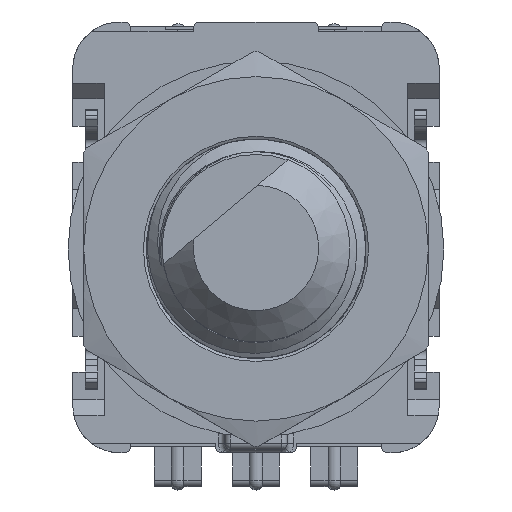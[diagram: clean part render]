
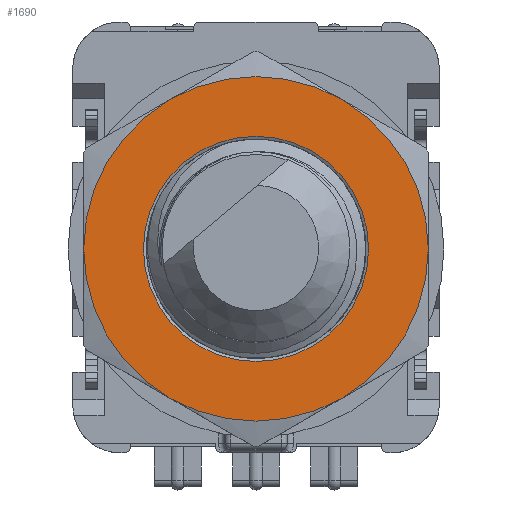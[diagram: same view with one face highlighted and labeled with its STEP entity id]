
A CAD part, top view. The second image highlights one B-rep face of the part: STEP entity #1690.
In plain terms, the highlighted planar face has unit normal (0, 0, 1).
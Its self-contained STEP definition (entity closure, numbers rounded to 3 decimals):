
#1690=ADVANCED_FACE('',(#13616,#13618),#13620,.T.);
#13616=FACE_BOUND('',#13617,.T.);
#13617=EDGE_LOOP('',(#18911,#18912,#18913,#18914,#18915,#18916));
#13618=FACE_BOUND('',#13619,.T.);
#13619=EDGE_LOOP('',(#18917));
#13620=PLANE('',#13621);
#13621=AXIS2_PLACEMENT_3D('',#13622,#13623,#13624);
#13622=CARTESIAN_POINT('',(0.,0.,3.3));
#13623=DIRECTION('',(0.,0.,1.));
#13624=DIRECTION('',(0.,-1.,0.));
#18911=ORIENTED_EDGE('',*,*,#21694,.F.);
#18912=ORIENTED_EDGE('',*,*,#21695,.F.);
#18913=ORIENTED_EDGE('',*,*,#21696,.F.);
#18914=ORIENTED_EDGE('',*,*,#21697,.F.);
#18915=ORIENTED_EDGE('',*,*,#21698,.F.);
#18916=ORIENTED_EDGE('',*,*,#21699,.F.);
#18917=ORIENTED_EDGE('',*,*,#21681,.T.);
#21681=EDGE_CURVE('',#23547,#23547,#23548,.T.);
#21694=EDGE_CURVE('',#23569,#23570,#23571,.T.);
#21695=EDGE_CURVE('',#23572,#23569,#23573,.T.);
#21696=EDGE_CURVE('',#23574,#23572,#23575,.T.);
#21697=EDGE_CURVE('',#23576,#23574,#23577,.T.);
#21698=EDGE_CURVE('',#23578,#23576,#23579,.T.);
#21699=EDGE_CURVE('',#23570,#23578,#23580,.T.);
#23547=VERTEX_POINT('',#29312);
#23548=CIRCLE('',#29313,3.594);
#23569=VERTEX_POINT('',#29819);
#23570=VERTEX_POINT('',#29820);
#23571=CIRCLE('',#29821,5.5);
#23572=VERTEX_POINT('',#29825);
#23573=CIRCLE('',#29826,5.5);
#23574=VERTEX_POINT('',#29830);
#23575=CIRCLE('',#29831,5.5);
#23576=VERTEX_POINT('',#29835);
#23577=CIRCLE('',#29836,5.5);
#23578=VERTEX_POINT('',#29840);
#23579=CIRCLE('',#29841,5.5);
#23580=CIRCLE('',#29845,5.5);
#29312=CARTESIAN_POINT('',(0.,-3.594,3.3));
#29313=AXIS2_PLACEMENT_3D('',#29314,#29315,#29316);
#29314=CARTESIAN_POINT('',(0.,0.,3.3));
#29315=DIRECTION('',(0.,0.,-1.));
#29316=DIRECTION('',(0.,-1.,0.));
#29819=CARTESIAN_POINT('',(5.5,0.,3.3));
#29820=CARTESIAN_POINT('',(2.75,-4.763,3.3));
#29821=AXIS2_PLACEMENT_3D('',#29822,#29823,#29824);
#29822=CARTESIAN_POINT('',(0.,0.,3.3));
#29823=DIRECTION('',(0.,0.,-1.));
#29824=DIRECTION('',(1.,0.,0.));
#29825=CARTESIAN_POINT('',(2.75,4.763,3.3));
#29826=AXIS2_PLACEMENT_3D('',#29827,#29828,#29829);
#29827=CARTESIAN_POINT('',(0.,0.,3.3));
#29828=DIRECTION('',(0.,0.,-1.));
#29829=DIRECTION('',(0.5,0.866,0.));
#29830=CARTESIAN_POINT('',(-2.75,4.763,3.3));
#29831=AXIS2_PLACEMENT_3D('',#29832,#29833,#29834);
#29832=CARTESIAN_POINT('',(0.,0.,3.3));
#29833=DIRECTION('',(0.,0.,-1.));
#29834=DIRECTION('',(-0.5,0.866,0.));
#29835=CARTESIAN_POINT('',(-5.5,0.,3.3));
#29836=AXIS2_PLACEMENT_3D('',#29837,#29838,#29839);
#29837=CARTESIAN_POINT('',(0.,0.,3.3));
#29838=DIRECTION('',(0.,0.,-1.));
#29839=DIRECTION('',(-1.,0.,0.));
#29840=CARTESIAN_POINT('',(-2.75,-4.763,3.3));
#29841=AXIS2_PLACEMENT_3D('',#29842,#29843,#29844);
#29842=CARTESIAN_POINT('',(0.,0.,3.3));
#29843=DIRECTION('',(0.,0.,-1.));
#29844=DIRECTION('',(-0.5,-0.866,0.));
#29845=AXIS2_PLACEMENT_3D('',#29846,#29847,#29848);
#29846=CARTESIAN_POINT('',(0.,0.,3.3));
#29847=DIRECTION('',(0.,0.,-1.));
#29848=DIRECTION('',(0.5,-0.866,0.));
